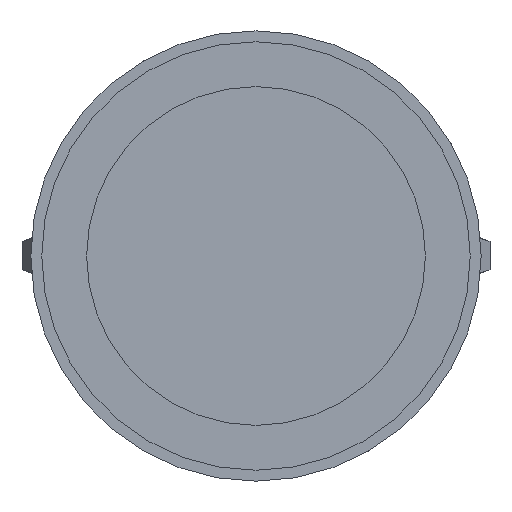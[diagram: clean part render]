
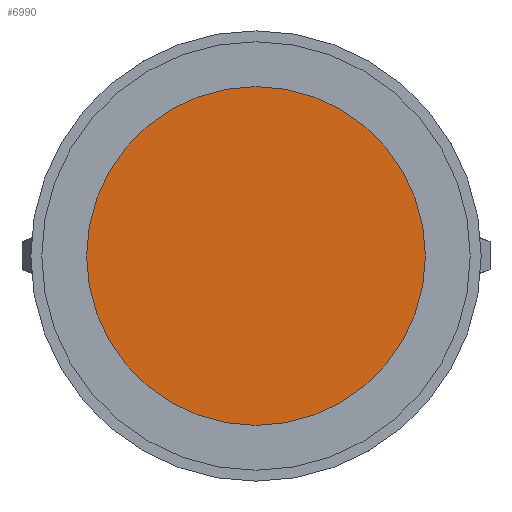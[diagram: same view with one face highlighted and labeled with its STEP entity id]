
A CAD part, left-side view. The second image highlights one B-rep face of the part: STEP entity #6990.
In plain terms, the highlighted planar face has unit normal (-1, 0, 0).
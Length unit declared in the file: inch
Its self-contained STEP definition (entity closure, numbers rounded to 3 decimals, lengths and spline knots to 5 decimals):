
#199 = DIRECTION ( 'NONE',  ( 0., 0., 1. ) ) ;
#200 = VERTEX_POINT ( 'NONE', #1008 ) ;
#290 = DIRECTION ( 'NONE',  ( 1., 0., 0. ) ) ;
#300 = ORIENTED_EDGE ( 'NONE', *, *, #7630, .T. ) ;
#479 = EDGE_CURVE ( 'NONE', #5023, #200, #4047, .T. ) ;
#1008 = CARTESIAN_POINT ( 'NONE',  ( -0.97638, 0., -0.59231 ) ) ;
#1034 = FACE_OUTER_BOUND ( 'NONE', #12349, .T. ) ;
#1473 = ORIENTED_EDGE ( 'NONE', *, *, #479, .T. ) ;
#3134 = CARTESIAN_POINT ( 'NONE',  ( -0.97638, 0., 0.59231 ) ) ;
#4047 = CIRCLE ( 'NONE', #5443, 0.59231 ) ;
#4694 = CARTESIAN_POINT ( 'NONE',  ( -0.97638, 0., 0. ) ) ;
#4788 = DIRECTION ( 'NONE',  ( 0., 0., -1. ) ) ;
#5023 = VERTEX_POINT ( 'NONE', #3134 ) ;
#5443 = AXIS2_PLACEMENT_3D ( 'NONE', #9705, #6968, #7930 ) ;
#5461 = AXIS2_PLACEMENT_3D ( 'NONE', #4694, #7868, #199 ) ;
#6968 = DIRECTION ( 'NONE',  ( -1., 0., 0. ) ) ;
#6990 = ADVANCED_FACE ( 'NONE', ( #1034 ), #14487, .F. ) ;
#7630 = EDGE_CURVE ( 'NONE', #200, #5023, #11814, .T. ) ;
#7868 = DIRECTION ( 'NONE',  ( -1., 0., 0. ) ) ;
#7930 = DIRECTION ( 'NONE',  ( 0., 0., 1. ) ) ;
#8030 = CARTESIAN_POINT ( 'NONE',  ( -0.97638, 0., 0. ) ) ;
#9705 = CARTESIAN_POINT ( 'NONE',  ( -0.97638, 0., 0. ) ) ;
#11814 = CIRCLE ( 'NONE', #5461, 0.59231 ) ;
#12349 = EDGE_LOOP ( 'NONE', ( #1473, #300 ) ) ;
#13503 = AXIS2_PLACEMENT_3D ( 'NONE', #8030, #290, #4788 ) ;
#14487 = PLANE ( 'NONE',  #13503 ) ;
